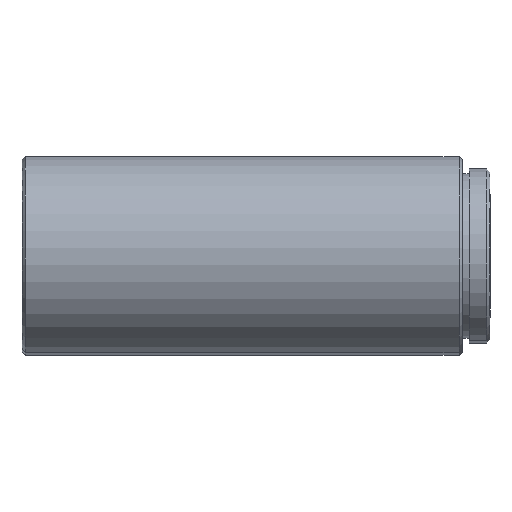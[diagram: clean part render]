
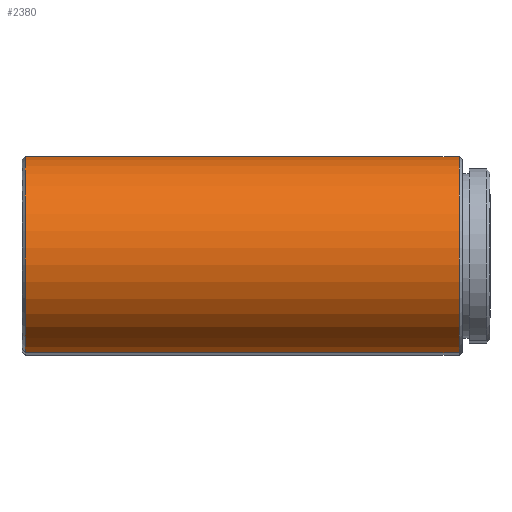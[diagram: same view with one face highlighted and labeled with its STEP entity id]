
A CAD part, front view. The second image highlights one B-rep face of the part: STEP entity #2380.
In plain terms, the highlighted cylindrical face has radius 14.5 mm (diameter 29 mm), a partial arc.
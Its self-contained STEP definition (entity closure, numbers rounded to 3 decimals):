
#27 = DIRECTION ( 'NONE',  ( 0., 0.255, 0.967 ) ) ;
#116 = CARTESIAN_POINT ( 'NONE',  ( 19.427, -3.69, -14.022 ) ) ;
#304 = EDGE_CURVE ( 'NONE', #749, #1240, #1190, .T. ) ;
#396 = CARTESIAN_POINT ( 'NONE',  ( 82.407, 0., 0. ) ) ;
#437 = CARTESIAN_POINT ( 'NONE',  ( 18.927, 3.69, 14.022 ) ) ;
#481 = CARTESIAN_POINT ( 'NONE',  ( 82.407, -3.69, -14.022 ) ) ;
#510 = CARTESIAN_POINT ( 'NONE',  ( 18.927, 0., 0. ) ) ;
#567 = EDGE_CURVE ( 'NONE', #2333, #749, #1069, .T. ) ;
#585 = ORIENTED_EDGE ( 'NONE', *, *, #1152, .T. ) ;
#694 = DIRECTION ( 'NONE',  ( 0., 0.255, 0.967 ) ) ;
#704 = DIRECTION ( 'NONE',  ( -1., 0., 0. ) ) ;
#749 = VERTEX_POINT ( 'NONE', #1267 ) ;
#809 = DIRECTION ( 'NONE',  ( -1., 0., 0. ) ) ;
#1053 = ORIENTED_EDGE ( 'NONE', *, *, #304, .T. ) ;
#1069 = CIRCLE ( 'NONE', #1396, 14.5 ) ;
#1152 = EDGE_CURVE ( 'NONE', #1240, #2382, #1157, .T. ) ;
#1157 = CIRCLE ( 'NONE', #2145, 14.5 ) ;
#1183 = LINE ( 'NONE', #1286, #2429 ) ;
#1190 = LINE ( 'NONE', #437, #2561 ) ;
#1240 = VERTEX_POINT ( 'NONE', #1464 ) ;
#1267 = CARTESIAN_POINT ( 'NONE',  ( 82.407, 3.69, 14.022 ) ) ;
#1286 = CARTESIAN_POINT ( 'NONE',  ( 18.927, -3.69, -14.022 ) ) ;
#1396 = AXIS2_PLACEMENT_3D ( 'NONE', #396, #2202, #27 ) ;
#1402 = EDGE_LOOP ( 'NONE', ( #1868, #2339, #1053, #585 ) ) ;
#1411 = EDGE_CURVE ( 'NONE', #2333, #2382, #1183, .T. ) ;
#1464 = CARTESIAN_POINT ( 'NONE',  ( 19.427, 3.69, 14.022 ) ) ;
#1483 = CYLINDRICAL_SURFACE ( 'NONE', #2298, 14.5 ) ;
#1601 = DIRECTION ( 'NONE',  ( 1., 0., 0. ) ) ;
#1868 = ORIENTED_EDGE ( 'NONE', *, *, #1411, .F. ) ;
#2145 = AXIS2_PLACEMENT_3D ( 'NONE', #2221, #1601, #2201 ) ;
#2201 = DIRECTION ( 'NONE',  ( 0., -0.255, -0.967 ) ) ;
#2202 = DIRECTION ( 'NONE',  ( -1., 0., 0. ) ) ;
#2220 = FACE_OUTER_BOUND ( 'NONE', #1402, .T. ) ;
#2221 = CARTESIAN_POINT ( 'NONE',  ( 19.427, 0., 0. ) ) ;
#2289 = DIRECTION ( 'NONE',  ( -1., 0., 0. ) ) ;
#2298 = AXIS2_PLACEMENT_3D ( 'NONE', #510, #2289, #694 ) ;
#2333 = VERTEX_POINT ( 'NONE', #481 ) ;
#2339 = ORIENTED_EDGE ( 'NONE', *, *, #567, .T. ) ;
#2380 = ADVANCED_FACE ( 'NONE', ( #2220 ), #1483, .T. ) ;
#2382 = VERTEX_POINT ( 'NONE', #116 ) ;
#2429 = VECTOR ( 'NONE', #704, 1000. ) ;
#2561 = VECTOR ( 'NONE', #809, 1000. ) ;
